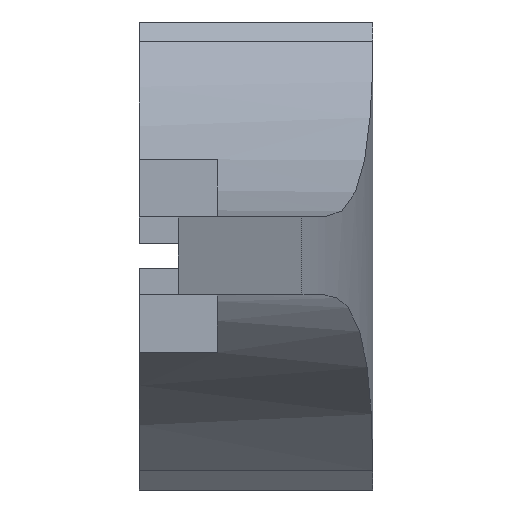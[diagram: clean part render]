
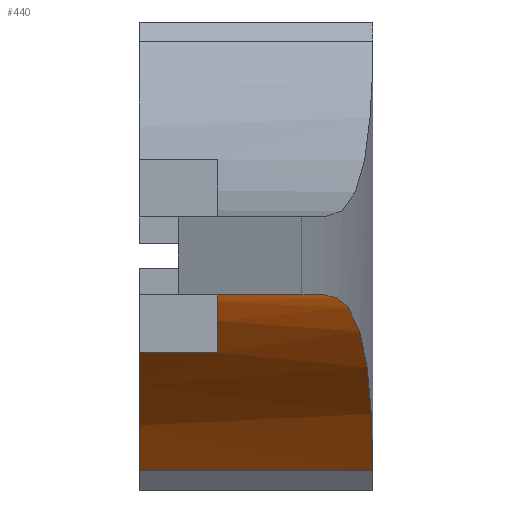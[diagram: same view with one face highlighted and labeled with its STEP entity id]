
A CAD part, front view. The second image highlights one B-rep face of the part: STEP entity #440.
In plain terms, the highlighted cylindrical face has radius 60 mm (diameter 120 mm), a partial arc.
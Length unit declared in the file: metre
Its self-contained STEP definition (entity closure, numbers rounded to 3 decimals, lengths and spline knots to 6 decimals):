
#14=B_SPLINE_CURVE_WITH_KNOTS('',3,(#668,#669,#670,#671,#672,#673,#674,
#675,#676,#677),.UNSPECIFIED.,.F.,.F.,(4,1,1,1,1,1,1,4),(0.,0.013486,
0.020229,0.026972,0.033715,0.040458,
0.047201,0.053944),.UNSPECIFIED.);
#16=CYLINDRICAL_SURFACE('',#479,0.06);
#19=CIRCLE('',#476,0.06);
#21=CIRCLE('',#480,0.06);
#45=ORIENTED_EDGE('',*,*,#167,.T.);
#46=ORIENTED_EDGE('',*,*,#170,.T.);
#47=ORIENTED_EDGE('',*,*,#171,.T.);
#48=ORIENTED_EDGE('',*,*,#163,.F.);
#49=ORIENTED_EDGE('',*,*,#172,.F.);
#50=ORIENTED_EDGE('',*,*,#173,.T.);
#163=EDGE_CURVE('',#226,#227,#19,.T.);
#167=EDGE_CURVE('',#230,#229,#272,.T.);
#170=EDGE_CURVE('',#229,#232,#21,.T.);
#171=EDGE_CURVE('',#232,#227,#274,.T.);
#172=EDGE_CURVE('',#233,#226,#275,.T.);
#173=EDGE_CURVE('',#233,#230,#14,.T.);
#226=VERTEX_POINT('',#648);
#227=VERTEX_POINT('',#650);
#229=VERTEX_POINT('',#656);
#230=VERTEX_POINT('',#658);
#232=VERTEX_POINT('',#664);
#233=VERTEX_POINT('',#667);
#272=LINE('',#657,#326);
#274=LINE('',#665,#328);
#275=LINE('',#666,#329);
#326=VECTOR('',#530,1.);
#328=VECTOR('',#538,1.);
#329=VECTOR('',#539,1.);
#371=EDGE_LOOP('',(#45,#46,#47,#48,#49,#50));
#395=FACE_BOUND('',#371,.T.);
#440=ADVANCED_FACE('',(#395),#16,.F.);
#476=AXIS2_PLACEMENT_3D('',#649,#523,#524);
#479=AXIS2_PLACEMENT_3D('',#662,#534,#535);
#480=AXIS2_PLACEMENT_3D('',#663,#536,#537);
#523=DIRECTION('',(1.,0.,0.));
#524=DIRECTION('',(0.,0.,-1.));
#530=DIRECTION('',(-1.,0.,0.));
#534=DIRECTION('',(-1.,0.,0.));
#535=DIRECTION('',(0.,0.,1.));
#536=DIRECTION('',(-1.,0.,0.));
#537=DIRECTION('',(0.,-1.,0.));
#538=DIRECTION('',(-1.,0.,0.));
#539=DIRECTION('',(-1.,0.,0.));
#648=CARTESIAN_POINT('',(0.,0.078015,-0.027518));
#649=CARTESIAN_POINT('',(0.,0.031163,-0.065));
#650=CARTESIAN_POINT('',(0.,0.06,-0.012384));
#656=CARTESIAN_POINT('',(0.01,0.031163,-0.005));
#657=CARTESIAN_POINT('',(0.03,0.031163,-0.005));
#658=CARTESIAN_POINT('',(0.023813,0.031163,-0.005));
#662=CARTESIAN_POINT('',(0.03,0.031163,-0.065));
#663=CARTESIAN_POINT('',(0.01,0.031163,-0.065));
#664=CARTESIAN_POINT('',(0.01,0.06,-0.012384));
#665=CARTESIAN_POINT('',(0.03,0.06,-0.012384));
#666=CARTESIAN_POINT('',(0.03,0.078015,-0.027518));
#667=CARTESIAN_POINT('',(0.029984,0.078015,-0.027518));
#668=CARTESIAN_POINT('',(0.029984,0.078015,-0.027518));
#669=CARTESIAN_POINT('',(0.029949,0.075167,-0.023958));
#670=CARTESIAN_POINT('',(0.0298,0.07039,-0.019209));
#671=CARTESIAN_POINT('',(0.029257,0.062972,-0.013974));
#672=CARTESIAN_POINT('',(0.028646,0.057028,-0.010723));
#673=CARTESIAN_POINT('',(0.027821,0.050851,-0.00819));
#674=CARTESIAN_POINT('',(0.026742,0.044363,-0.006341));
#675=CARTESIAN_POINT('',(0.025417,0.037776,-0.005243));
#676=CARTESIAN_POINT('',(0.024376,0.033372,-0.005));
#677=CARTESIAN_POINT('',(0.023813,0.031163,-0.005));
